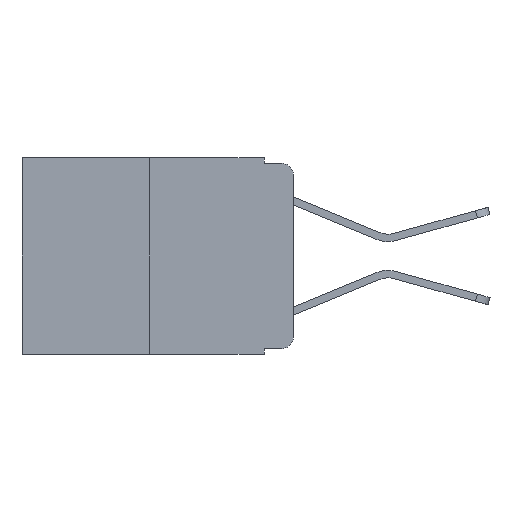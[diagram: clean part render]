
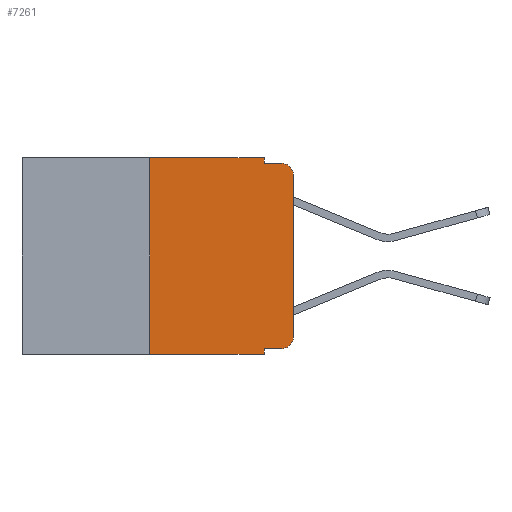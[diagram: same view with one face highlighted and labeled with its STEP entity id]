
A CAD part, left-side view. The second image highlights one B-rep face of the part: STEP entity #7261.
In plain terms, the highlighted planar face has unit normal (-1, 0, 0).
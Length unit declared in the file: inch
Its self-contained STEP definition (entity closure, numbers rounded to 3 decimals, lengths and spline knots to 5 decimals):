
#173 = AXIS2_PLACEMENT_3D ( 'NONE', #10211, #6477, #11528 ) ;
#193 = AXIS2_PLACEMENT_3D ( 'NONE', #11477, #6426, #6316 ) ;
#568 = CARTESIAN_POINT ( 'NONE',  ( 0., 0., 0. ) ) ;
#785 = VECTOR ( 'NONE', #8841, 39.37008 ) ;
#1027 = DIRECTION ( 'NONE',  ( 1., 0., 0. ) ) ;
#1030 = EDGE_CURVE ( 'NONE', #7700, #12246, #5443, .T. ) ;
#1079 = ORIENTED_EDGE ( 'NONE', *, *, #1030, .F. ) ;
#1671 = ORIENTED_EDGE ( 'NONE', *, *, #9233, .T. ) ;
#1887 = DIRECTION ( 'NONE',  ( 0., 0., 1. ) ) ;
#1905 = LINE ( 'NONE', #3650, #9399 ) ;
#2053 = ORIENTED_EDGE ( 'NONE', *, *, #16454, .T. ) ;
#2108 = ORIENTED_EDGE ( 'NONE', *, *, #15198, .T. ) ;
#2153 = VECTOR ( 'NONE', #1887, 39.37008 ) ;
#2165 = CARTESIAN_POINT ( 'NONE',  ( 0., 0., -0.313 ) ) ;
#2398 = CARTESIAN_POINT ( 'NONE',  ( 0., 0.473, -0.343 ) ) ;
#2403 = CARTESIAN_POINT ( 'NONE',  ( 0., 0.051, -0.333 ) ) ;
#2426 = CARTESIAN_POINT ( 'NONE',  ( 0., 0.051, -0.01 ) ) ;
#2511 = VECTOR ( 'NONE', #16720, 39.37008 ) ;
#2825 = VERTEX_POINT ( 'NONE', #11567 ) ;
#2978 = VECTOR ( 'NONE', #12653, 39.37008 ) ;
#3063 = DIRECTION ( 'NONE',  ( 0., 0., -1. ) ) ;
#3202 = VERTEX_POINT ( 'NONE', #2426 ) ;
#3320 = LINE ( 'NONE', #13764, #6183 ) ;
#3624 = LINE ( 'NONE', #6202, #785 ) ;
#3650 = CARTESIAN_POINT ( 'NONE',  ( 0., 0.051, -0.01 ) ) ;
#3820 = DIRECTION ( 'NONE',  ( 0., -1., 0. ) ) ;
#3923 = VERTEX_POINT ( 'NONE', #2165 ) ;
#3927 = VERTEX_POINT ( 'NONE', #16310 ) ;
#4711 = CARTESIAN_POINT ( 'NONE',  ( 0., 0., -0.03 ) ) ;
#4839 = FACE_OUTER_BOUND ( 'NONE', #14948, .T. ) ;
#4856 = ORIENTED_EDGE ( 'NONE', *, *, #10771, .F. ) ;
#5443 = LINE ( 'NONE', #16108, #2978 ) ;
#5502 = EDGE_CURVE ( 'NONE', #8636, #2825, #10762, .T. ) ;
#6026 = LINE ( 'NONE', #568, #2153 ) ;
#6120 = ORIENTED_EDGE ( 'NONE', *, *, #6233, .F. ) ;
#6183 = VECTOR ( 'NONE', #15063, 39.37008 ) ;
#6202 = CARTESIAN_POINT ( 'NONE',  ( 0., 0.25, 0. ) ) ;
#6233 = EDGE_CURVE ( 'NONE', #3927, #7700, #3624, .T. ) ;
#6316 = DIRECTION ( 'NONE',  ( 0., 0., -1. ) ) ;
#6426 = DIRECTION ( 'NONE',  ( -1., 0., 0. ) ) ;
#6442 = ORIENTED_EDGE ( 'NONE', *, *, #6758, .F. ) ;
#6477 = DIRECTION ( 'NONE',  ( -1., 0., 0. ) ) ;
#6758 = EDGE_CURVE ( 'NONE', #12246, #3202, #15590, .T. ) ;
#7261 = ADVANCED_FACE ( 'NONE', ( #4839 ), #10265, .F. ) ;
#7430 = AXIS2_PLACEMENT_3D ( 'NONE', #8795, #1027, #12844 ) ;
#7700 = VERTEX_POINT ( 'NONE', #8004 ) ;
#7727 = CARTESIAN_POINT ( 'NONE',  ( 0., 0.051, 0. ) ) ;
#7803 = VERTEX_POINT ( 'NONE', #4711 ) ;
#7843 = DIRECTION ( 'NONE',  ( 0., 0., -1. ) ) ;
#8004 = CARTESIAN_POINT ( 'NONE',  ( 0., 0.25, 0. ) ) ;
#8636 = VERTEX_POINT ( 'NONE', #2403 ) ;
#8774 = CIRCLE ( 'NONE', #173, 0.02 ) ;
#8795 = CARTESIAN_POINT ( 'NONE',  ( 0., 0.473, 0. ) ) ;
#8841 = DIRECTION ( 'NONE',  ( 0., 0., 1. ) ) ;
#8925 = EDGE_CURVE ( 'NONE', #16510, #3923, #14932, .T. ) ;
#9233 = EDGE_CURVE ( 'NONE', #3923, #7803, #6026, .T. ) ;
#9399 = VECTOR ( 'NONE', #3820, 39.37008 ) ;
#10184 = CARTESIAN_POINT ( 'NONE',  ( 0., 0.02, -0.01 ) ) ;
#10211 = CARTESIAN_POINT ( 'NONE',  ( 0., 0.02, -0.03 ) ) ;
#10265 = PLANE ( 'NONE',  #7430 ) ;
#10341 = VECTOR ( 'NONE', #3063, 39.37008 ) ;
#10762 = LINE ( 'NONE', #10835, #10341 ) ;
#10771 = EDGE_CURVE ( 'NONE', #3202, #11801, #1905, .T. ) ;
#10835 = CARTESIAN_POINT ( 'NONE',  ( 0., 0.051, 0. ) ) ;
#10977 = ORIENTED_EDGE ( 'NONE', *, *, #8925, .T. ) ;
#11185 = ORIENTED_EDGE ( 'NONE', *, *, #16480, .T. ) ;
#11251 = CARTESIAN_POINT ( 'NONE',  ( 0., 0.051, 0. ) ) ;
#11477 = CARTESIAN_POINT ( 'NONE',  ( 0., 0.02, -0.313 ) ) ;
#11528 = DIRECTION ( 'NONE',  ( 0., 0., -1. ) ) ;
#11567 = CARTESIAN_POINT ( 'NONE',  ( 0., 0.051, -0.343 ) ) ;
#11761 = VECTOR ( 'NONE', #7843, 39.37008 ) ;
#11801 = VERTEX_POINT ( 'NONE', #10184 ) ;
#12246 = VERTEX_POINT ( 'NONE', #11251 ) ;
#12653 = DIRECTION ( 'NONE',  ( 0., -1., 0. ) ) ;
#12844 = DIRECTION ( 'NONE',  ( 0., 0., -1. ) ) ;
#13468 = LINE ( 'NONE', #2398, #2511 ) ;
#13764 = CARTESIAN_POINT ( 'NONE',  ( 0., 0.051, -0.333 ) ) ;
#14932 = CIRCLE ( 'NONE', #193, 0.02 ) ;
#14948 = EDGE_LOOP ( 'NONE', ( #1671, #11185, #4856, #6442, #1079, #6120, #2053, #16504, #2108, #10977 ) ) ;
#15063 = DIRECTION ( 'NONE',  ( 0., -1., 0. ) ) ;
#15198 = EDGE_CURVE ( 'NONE', #8636, #16510, #3320, .T. ) ;
#15423 = CARTESIAN_POINT ( 'NONE',  ( 0., 0.02, -0.333 ) ) ;
#15590 = LINE ( 'NONE', #7727, #11761 ) ;
#16108 = CARTESIAN_POINT ( 'NONE',  ( 0., 0.473, 0. ) ) ;
#16310 = CARTESIAN_POINT ( 'NONE',  ( 0., 0.25, -0.343 ) ) ;
#16454 = EDGE_CURVE ( 'NONE', #3927, #2825, #13468, .T. ) ;
#16480 = EDGE_CURVE ( 'NONE', #7803, #11801, #8774, .T. ) ;
#16504 = ORIENTED_EDGE ( 'NONE', *, *, #5502, .F. ) ;
#16510 = VERTEX_POINT ( 'NONE', #15423 ) ;
#16720 = DIRECTION ( 'NONE',  ( 0., -1., 0. ) ) ;
